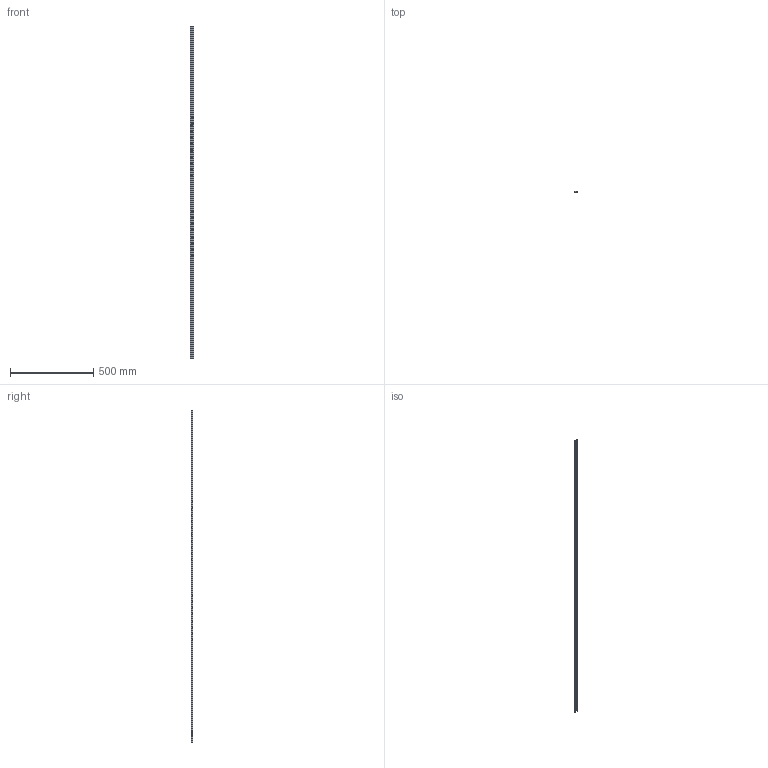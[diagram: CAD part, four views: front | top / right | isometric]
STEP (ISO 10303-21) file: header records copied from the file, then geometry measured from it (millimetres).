
FILE_DESCRIPTION (( 'STEP AP214' ), '1' );
FILE_NAME ('1105125_KSTP1.stp', '2018-07-26T12:33:08', ( '' ), ( '' ), 'SwSTEP 2.0', 'SolidWorks 2016', '' );
FILE_SCHEMA (( 'AUTOMOTIVE_DESIGN' ));
Length unit declared in the file: millimetre
Products named in the file (1): 1105125_KSTP1
Bounding box: 20 x 8 x 2000 mm (x, y, z)
Volume: 64394.6 mm3; surface area: 164341 mm2
Topology: 1 solids, 1 shells, 159 faces, 382 edges, 244 vertices
Faces by surface type: plane 78, bspline 57, cylinder 24
Entity records: 7840 total; most frequent: CARTESIAN_POINT 4475, ORIENTED_EDGE 764, DIRECTION 522, EDGE_CURVE 382, VERTEX_POINT 244, VECTOR 220, LINE 220, EDGE_LOOP 178
